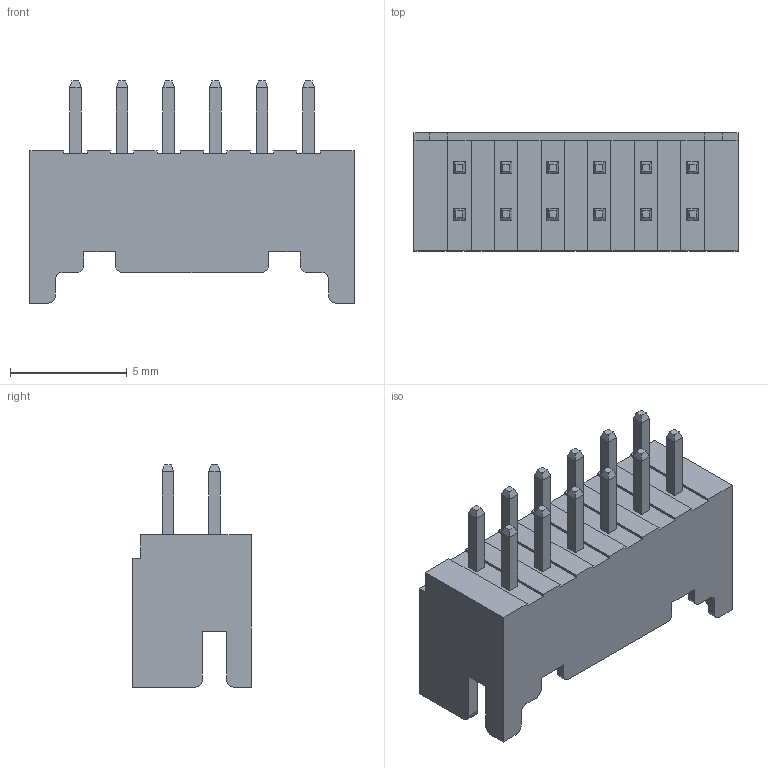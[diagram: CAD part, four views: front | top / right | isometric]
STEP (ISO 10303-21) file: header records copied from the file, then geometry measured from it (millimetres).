
FILE_DESCRIPTION((''),'2;1');
FILE_NAME('WF20005-12P','2019-10-10T',('gongcheng6'),(''),'PRO/ENGINEER BY PARAMETRIC TECHNOLOGY CORPORATION, 2010280','PRO/ENGINEER BY PARAMETRIC TECHNOLOGY CORPORATION, 2010280','');
FILE_SCHEMA(('CONFIG_CONTROL_DESIGN'));
Length unit declared in the file: millimetre
Products named in the file (1): WF20005-12P
Bounding box: 13.9 x 5.07 x 9.53 mm (x, y, z)
Volume: 161.7 mm3; surface area: 617.1 mm2
Topology: 1 solids, 1 shells, 312 faces, 774 edges, 484 vertices
Faces by surface type: plane 292, cylinder 20
Entity records: 9016 total; most frequent: CARTESIAN_POINT 1570, ORIENTED_EDGE 1548, DIRECTION 1438, EDGE_CURVE 774, VECTOR 734, LINE 734, VERTEX_POINT 484, AXIS2_PLACEMENT_3D 352
